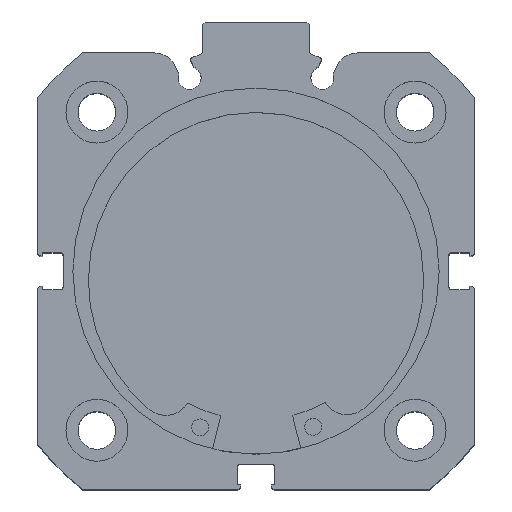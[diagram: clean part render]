
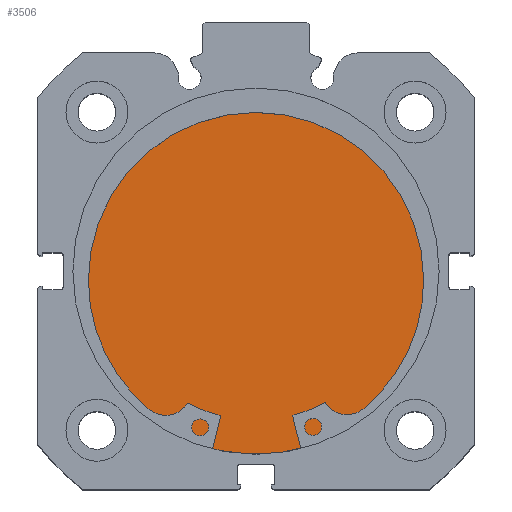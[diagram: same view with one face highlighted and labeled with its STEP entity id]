
A CAD part, top view. The second image highlights one B-rep face of the part: STEP entity #3506.
In plain terms, the highlighted face is planar.
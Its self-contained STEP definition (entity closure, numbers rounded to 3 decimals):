
#170 = CARTESIAN_POINT ( 'NONE',  ( 9.5, 0., -32.5 ) ) ;
#235 = CARTESIAN_POINT ( 'NONE',  ( 9.5, 0., 32.5 ) ) ;
#671 = VERTEX_POINT ( 'NONE', #235 ) ;
#722 = VERTEX_POINT ( 'NONE', #170 ) ;
#864 = EDGE_CURVE ( 'NONE', #671, #722, #2336, .T. ) ;
#1334 = DIRECTION ( 'NONE',  ( 0., 0., 1. ) ) ;
#1335 = DIRECTION ( 'NONE',  ( -1., 0., 0. ) ) ;
#1339 = CARTESIAN_POINT ( 'NONE',  ( 9.5, 0., 0. ) ) ;
#2062 = EDGE_LOOP ( 'NONE', ( #6166, #6091 ) ) ;
#2336 = CIRCLE ( 'NONE', #3033, 32.5 ) ;
#3033 = AXIS2_PLACEMENT_3D ( 'NONE', #1339, #1335, #1334 ) ;
#3325 = AXIS2_PLACEMENT_3D ( 'NONE', #5469, #5471, #5472 ) ;
#3359 = AXIS2_PLACEMENT_3D ( 'NONE', #5582, #5589, #5590 ) ;
#3506 = ADVANCED_FACE ( 'NONE', ( #5004 ), #5470, .F. ) ;
#5004 = FACE_OUTER_BOUND ( 'NONE', #2062, .T. ) ;
#5085 = CIRCLE ( 'NONE', #3359, 32.5 ) ;
#5469 = CARTESIAN_POINT ( 'NONE',  ( 9.5, 32.5, 0. ) ) ;
#5470 = PLANE ( 'NONE',  #3325 ) ;
#5471 = DIRECTION ( 'NONE',  ( -1., 0., 0. ) ) ;
#5472 = DIRECTION ( 'NONE',  ( 0., 0., 1. ) ) ;
#5582 = CARTESIAN_POINT ( 'NONE',  ( 9.5, 0., 0. ) ) ;
#5589 = DIRECTION ( 'NONE',  ( -1., 0., 0. ) ) ;
#5590 = DIRECTION ( 'NONE',  ( 0., 0., 1. ) ) ;
#6091 = ORIENTED_EDGE ( 'NONE', *, *, #6262, .F. ) ;
#6166 = ORIENTED_EDGE ( 'NONE', *, *, #864, .F. ) ;
#6262 = EDGE_CURVE ( 'NONE', #722, #671, #5085, .T. ) ;
